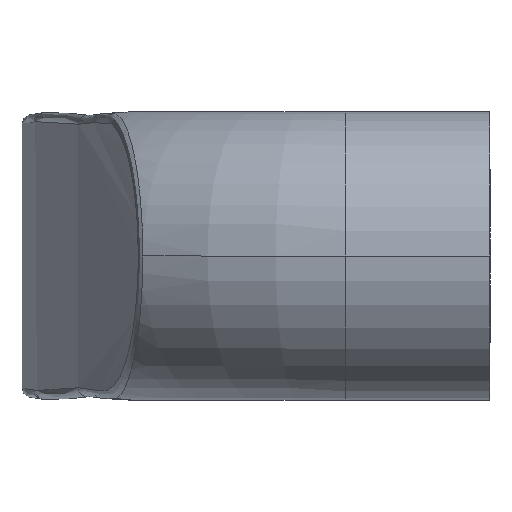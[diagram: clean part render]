
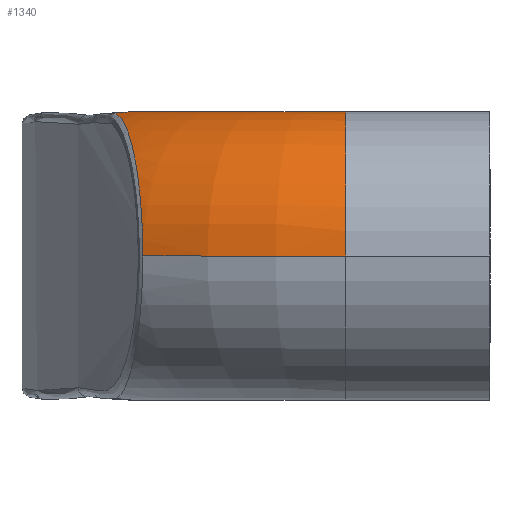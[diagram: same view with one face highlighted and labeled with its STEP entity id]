
A CAD part, left-side view. The second image highlights one B-rep face of the part: STEP entity #1340.
In plain terms, the highlighted toroidal (fillet/blend) face has major radius 16 mm and minor radius 8 mm.
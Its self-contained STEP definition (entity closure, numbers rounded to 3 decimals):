
#6 = CARTESIAN_POINT ( 'NONE',  ( -69.18, 19.288, 0.544 ) ) ;
#48 = CIRCLE ( 'NONE', #313, 24. ) ;
#59 = CARTESIAN_POINT ( 'NONE',  ( -48., 24., 0. ) ) ;
#86 = CARTESIAN_POINT ( 'NONE',  ( -50.072, 21.974, 7.769 ) ) ;
#94 = CARTESIAN_POINT ( 'NONE',  ( -67.136, 19.623, 4.841 ) ) ;
#107 = DIRECTION ( 'NONE',  ( -1., 0., 0. ) ) ;
#110 = CARTESIAN_POINT ( 'NONE',  ( -68.269, 19.439, 3.339 ) ) ;
#197 = DIRECTION ( 'NONE',  ( 0., 0., -1. ) ) ;
#215 = CIRCLE ( 'NONE', #584, 8. ) ;
#222 = CARTESIAN_POINT ( 'NONE',  ( -65.459, 19.886, 6.163 ) ) ;
#245 = CARTESIAN_POINT ( 'NONE',  ( -68.913, 19.333, 1.858 ) ) ;
#247 = CARTESIAN_POINT ( 'NONE',  ( -64., 8., 0. ) ) ;
#302 = CARTESIAN_POINT ( 'NONE',  ( -62.255, 20.361, 7.471 ) ) ;
#311 = FACE_OUTER_BOUND ( 'NONE', #471, .T. ) ;
#313 = AXIS2_PLACEMENT_3D ( 'NONE', #1392, #1085, #1205 ) ;
#320 = CARTESIAN_POINT ( 'NONE',  ( -66.75, 19.685, 5.207 ) ) ;
#358 = CARTESIAN_POINT ( 'NONE',  ( -69.18, 19.288, 0. ) ) ;
#367 = CARTESIAN_POINT ( 'NONE',  ( -72., 8., 0. ) ) ;
#388 = B_SPLINE_CURVE_WITH_KNOTS ( 'NONE', 3,
 ( #1395, #661, #86, #554, #1283, #888, #691, #798, #454, #302, #1027, #1511, #926, #1135, #437, #222, #1402, #320, #94, #1167, #560, #1037, #110, #949, #1220, #1096, #245, #1173, #6, #358 ),
 .UNSPECIFIED., .F., .F.,
 ( 4, 2, 2, 2, 2, 2, 2, 2, 2, 2, 2, 2, 2, 2, 4 ),
 ( 0., 0.003, 0.006, 0.013, 0.014, 0.015, 0.016, 0.017, 0.019, 0.02, 0.021, 0.022, 0.023, 0.024, 0.025 ),
 .UNSPECIFIED. ) ;
#420 = VERTEX_POINT ( 'NONE', #877 ) ;
#425 = VERTEX_POINT ( 'NONE', #871 ) ;
#437 = CARTESIAN_POINT ( 'NONE',  ( -64.52, 20.029, 6.673 ) ) ;
#454 = CARTESIAN_POINT ( 'NONE',  ( -61.484, 20.47, 7.652 ) ) ;
#471 = EDGE_LOOP ( 'NONE', ( #922, #1138, #1272, #1161, #570 ) ) ;
#486 = DIRECTION ( 'NONE',  ( 0., 0., 1. ) ) ;
#554 = CARTESIAN_POINT ( 'NONE',  ( -52.149, 21.697, 7.812 ) ) ;
#560 = CARTESIAN_POINT ( 'NONE',  ( -67.826, 19.512, 4.012 ) ) ;
#570 = ORIENTED_EDGE ( 'NONE', *, *, #1357, .T. ) ;
#584 = AXIS2_PLACEMENT_3D ( 'NONE', #59, #989, #884 ) ;
#611 = CIRCLE ( 'NONE', #1437, 8. ) ;
#661 = CARTESIAN_POINT ( 'NONE',  ( -49.035, 22.116, 7.776 ) ) ;
#669 = DIRECTION ( 'NONE',  ( -1., 0., 0. ) ) ;
#691 = CARTESIAN_POINT ( 'NONE',  ( -58.389, 20.896, 8.088 ) ) ;
#798 = CARTESIAN_POINT ( 'NONE',  ( -60.969, 20.542, 7.743 ) ) ;
#871 = CARTESIAN_POINT ( 'NONE',  ( -48., 16., 0. ) ) ;
#877 = CARTESIAN_POINT ( 'NONE',  ( -69.18, 19.288, 0. ) ) ;
#884 = DIRECTION ( 'NONE',  ( 0., 0., 1. ) ) ;
#888 = CARTESIAN_POINT ( 'NONE',  ( -56.309, 21.161, 8.006 ) ) ;
#913 = CARTESIAN_POINT ( 'NONE',  ( -48., 22.262, 7.809 ) ) ;
#922 = ORIENTED_EDGE ( 'NONE', *, *, #1133, .F. ) ;
#926 = CARTESIAN_POINT ( 'NONE',  ( -63.28, 20.213, 7.167 ) ) ;
#949 = CARTESIAN_POINT ( 'NONE',  ( -68.521, 19.398, 2.866 ) ) ;
#966 = DIRECTION ( 'NONE',  ( 0., 1., 0. ) ) ;
#981 = AXIS2_PLACEMENT_3D ( 'NONE', #1015, #1508, #107 ) ;
#989 = DIRECTION ( 'NONE',  ( 1., 0., 0. ) ) ;
#1015 = CARTESIAN_POINT ( 'NONE',  ( -48., 8., 0. ) ) ;
#1027 = CARTESIAN_POINT ( 'NONE',  ( -62.511, 20.324, 7.403 ) ) ;
#1037 = CARTESIAN_POINT ( 'NONE',  ( -68.13, 19.462, 3.568 ) ) ;
#1052 = EDGE_CURVE ( 'NONE', #1509, #425, #1516, .T. ) ;
#1085 = DIRECTION ( 'NONE',  ( 0., 0., -1. ) ) ;
#1096 = CARTESIAN_POINT ( 'NONE',  ( -68.829, 19.347, 2.117 ) ) ;
#1132 = VERTEX_POINT ( 'NONE', #913 ) ;
#1133 = EDGE_CURVE ( 'NONE', #1174, #420, #48, .T. ) ;
#1135 = CARTESIAN_POINT ( 'NONE',  ( -64.032, 20.102, 6.89 ) ) ;
#1138 = ORIENTED_EDGE ( 'NONE', *, *, #1212, .T. ) ;
#1161 = ORIENTED_EDGE ( 'NONE', *, *, #1519, .F. ) ;
#1167 = CARTESIAN_POINT ( 'NONE',  ( -67.661, 19.538, 4.228 ) ) ;
#1173 = CARTESIAN_POINT ( 'NONE',  ( -69.112, 19.3, 1.076 ) ) ;
#1174 = VERTEX_POINT ( 'NONE', #367 ) ;
#1205 = DIRECTION ( 'NONE',  ( -1., 0., 0. ) ) ;
#1212 = EDGE_CURVE ( 'NONE', #1174, #1509, #611, .T. ) ;
#1220 = CARTESIAN_POINT ( 'NONE',  ( -68.633, 19.379, 2.622 ) ) ;
#1268 = CARTESIAN_POINT ( 'NONE',  ( -48., 8., 0. ) ) ;
#1272 = ORIENTED_EDGE ( 'NONE', *, *, #1052, .T. ) ;
#1283 = CARTESIAN_POINT ( 'NONE',  ( -53.189, 21.562, 7.862 ) ) ;
#1340 = ADVANCED_FACE ( 'NONE', ( #311 ), #1408, .T. ) ;
#1357 = EDGE_CURVE ( 'NONE', #1132, #420, #388, .T. ) ;
#1383 = AXIS2_PLACEMENT_3D ( 'NONE', #1268, #197, #669 ) ;
#1392 = CARTESIAN_POINT ( 'NONE',  ( -48., 8., 0. ) ) ;
#1395 = CARTESIAN_POINT ( 'NONE',  ( -48., 22.262, 7.809 ) ) ;
#1402 = CARTESIAN_POINT ( 'NONE',  ( -65.913, 19.816, 5.867 ) ) ;
#1408 = TOROIDAL_SURFACE ( 'NONE', #1383, 16., 8. ) ;
#1437 = AXIS2_PLACEMENT_3D ( 'NONE', #247, #966, #486 ) ;
#1490 = CARTESIAN_POINT ( 'NONE',  ( -56., 8., 0. ) ) ;
#1508 = DIRECTION ( 'NONE',  ( 0., 0., -1. ) ) ;
#1509 = VERTEX_POINT ( 'NONE', #1490 ) ;
#1511 = CARTESIAN_POINT ( 'NONE',  ( -63.024, 20.25, 7.251 ) ) ;
#1516 = CIRCLE ( 'NONE', #981, 8. ) ;
#1519 = EDGE_CURVE ( 'NONE', #1132, #425, #215, .T. ) ;
